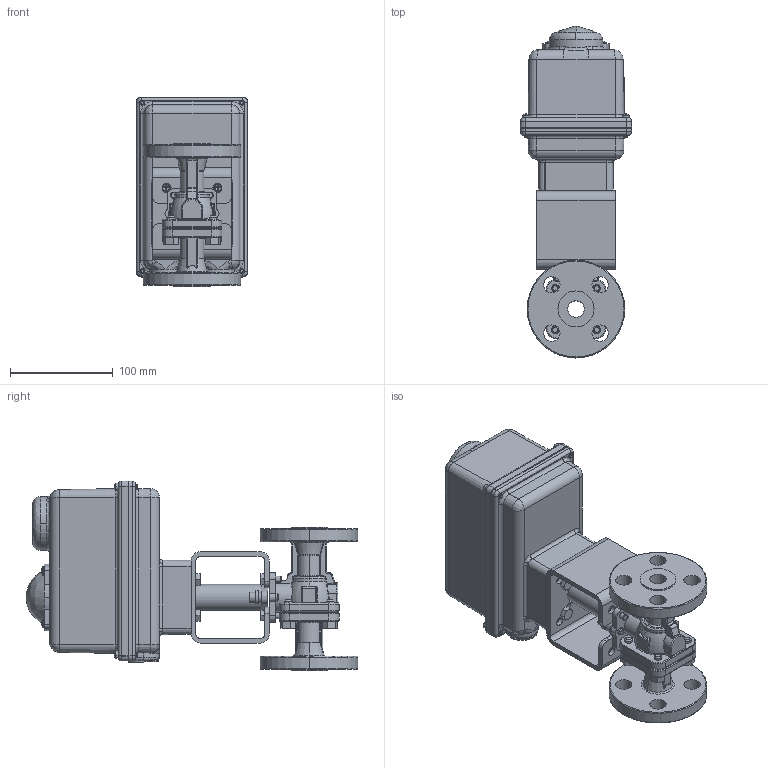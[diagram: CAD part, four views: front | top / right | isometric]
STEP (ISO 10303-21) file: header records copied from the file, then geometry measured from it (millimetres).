
FILE_DESCRIPTION (( 'STEP AP203' ), '1' );
FILE_NAME ('6801F-050_ER-2.STEP', '2017-12-04T20:54:27', ( '' ), ( '' ), 'SwSTEP 2.0', 'SolidWorks 2014', '' );
FILE_SCHEMA (( 'CONFIG_CONTROL_DESIGN' ));
Length unit declared in the file: inch
Products named in the file (1): 6801F-050_ER-2
Bounding box: 108.29 x 322.85 x 184.78 mm (x, y, z)
Surface area: 223271.6 mm2 (no closed solid volume)
Topology: 0 solids, 21 shells, 953 faces, 2967 edges, 2002 vertices
Faces by surface type: cylinder 329, plane 299, bspline 143, cone 99, torus 76, sphere 7
Entity records: 51505 total; most frequent: CARTESIAN_POINT 27203, ORIENTED_EDGE 5055, DIRECTION 4578, EDGE_CURVE 2948, VERTEX_POINT 2002, AXIS2_PLACEMENT_3D 1764, EDGE_LOOP 1095, LINE 1050
